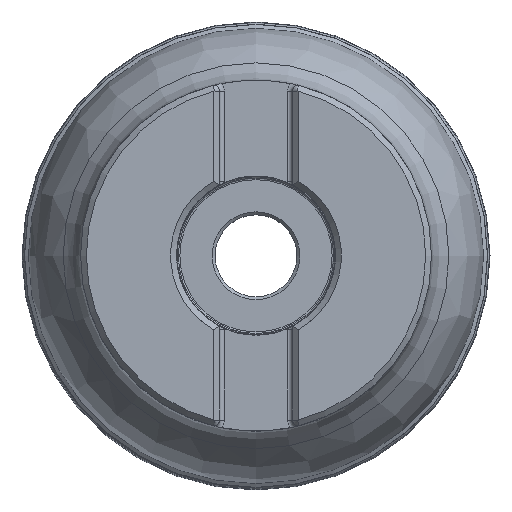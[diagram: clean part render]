
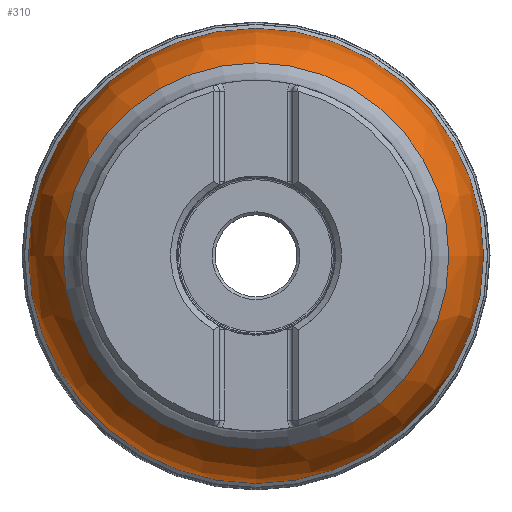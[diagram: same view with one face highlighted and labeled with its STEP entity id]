
A CAD part, top view. The second image highlights one B-rep face of the part: STEP entity #310.
In plain terms, the highlighted free-form (B-spline) face has degree [3, 3] with [4, 7] control points.
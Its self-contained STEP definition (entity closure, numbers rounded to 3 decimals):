
#39=(
BOUNDED_SURFACE()
B_SPLINE_SURFACE(3,3,((#2769,#2770,#2771,#2772,#2773,#2774,#2775),(#2776,
#2777,#2778,#2779,#2780,#2781,#2782),(#2783,#2784,#2785,#2786,#2787,#2788,
#2789),(#2790,#2791,#2792,#2793,#2794,#2795,#2796)),.UNSPECIFIED.,.F.,.T.,
 .F.)
B_SPLINE_SURFACE_WITH_KNOTS((4,4),(1,3,3,3,1),(0.,1.),(-0.5,0.,0.5,1.,1.5),
 .UNSPECIFIED.)
GEOMETRIC_REPRESENTATION_ITEM()
RATIONAL_B_SPLINE_SURFACE(((1.,0.333,0.333,1.,0.333,
0.333,1.),(0.949,0.316,0.316,
0.949,0.316,0.316,0.949),
(0.949,0.316,0.316,0.949,
0.316,0.316,0.949),(1.,0.333,
0.333,1.,0.333,0.333,1.)))
REPRESENTATION_ITEM('')
SURFACE()
);
#310=ADVANCED_FACE('',(#593,#594),#39,.T.);
#593=FACE_BOUND('',#725,.T.);
#594=FACE_BOUND('',#726,.T.);
#725=EDGE_LOOP('',(#926));
#726=EDGE_LOOP('',(#927));
#926=ORIENTED_EDGE('',*,*,#1382,.T.);
#927=ORIENTED_EDGE('',*,*,#1381,.F.);
#1242=VERTEX_POINT('',#2765);
#1243=VERTEX_POINT('',#2768);
#1381=EDGE_CURVE('',#1242,#1242,#1542,.T.);
#1382=EDGE_CURVE('',#1243,#1243,#1543,.T.);
#1542=CIRCLE('',#1656,38.9);
#1543=CIRCLE('',#1658,32.967);
#1656=AXIS2_PLACEMENT_3D('',#2764,#1951,#1952);
#1658=AXIS2_PLACEMENT_3D('',#2767,#1955,#1956);
#1951=DIRECTION('',(0.,0.,-1.));
#1952=DIRECTION('',(-1.,0.,0.));
#1955=DIRECTION('',(0.,0.,-1.));
#1956=DIRECTION('',(-1.,0.,0.));
#2764=CARTESIAN_POINT('',(0.,0.,-36.326));
#2765=CARTESIAN_POINT('',(-38.9,0.,-36.326));
#2767=CARTESIAN_POINT('',(0.,0.,-22.109));
#2768=CARTESIAN_POINT('',(-32.967,0.,-22.109));
#2769=CARTESIAN_POINT('',(-38.9,0.,-36.326));
#2770=CARTESIAN_POINT('',(-38.9,77.8,-36.326));
#2771=CARTESIAN_POINT('',(38.9,77.8,-36.326));
#2772=CARTESIAN_POINT('',(38.9,0.,-36.326));
#2773=CARTESIAN_POINT('',(38.9,-77.8,-36.326));
#2774=CARTESIAN_POINT('',(-38.9,-77.8,-36.326));
#2775=CARTESIAN_POINT('',(-38.9,0.,-36.326));
#2776=CARTESIAN_POINT('',(-38.9,0.,-30.912));
#2777=CARTESIAN_POINT('',(-38.9,77.8,-30.912));
#2778=CARTESIAN_POINT('',(38.9,77.8,-30.912));
#2779=CARTESIAN_POINT('',(38.9,0.,-30.912));
#2780=CARTESIAN_POINT('',(38.9,-77.8,-30.912));
#2781=CARTESIAN_POINT('',(-38.9,-77.8,-30.912));
#2782=CARTESIAN_POINT('',(-38.9,0.,-30.912));
#2783=CARTESIAN_POINT('',(-36.815,0.,-25.916));
#2784=CARTESIAN_POINT('',(-36.815,73.63,-25.916));
#2785=CARTESIAN_POINT('',(36.815,73.63,-25.916));
#2786=CARTESIAN_POINT('',(36.815,0.,-25.916));
#2787=CARTESIAN_POINT('',(36.815,-73.63,-25.916));
#2788=CARTESIAN_POINT('',(-36.815,-73.63,-25.916));
#2789=CARTESIAN_POINT('',(-36.815,0.,-25.916));
#2790=CARTESIAN_POINT('',(-32.967,0.,-22.109));
#2791=CARTESIAN_POINT('',(-32.967,65.933,-22.109));
#2792=CARTESIAN_POINT('',(32.967,65.933,-22.109));
#2793=CARTESIAN_POINT('',(32.967,0.,-22.109));
#2794=CARTESIAN_POINT('',(32.967,-65.933,-22.109));
#2795=CARTESIAN_POINT('',(-32.967,-65.933,-22.109));
#2796=CARTESIAN_POINT('',(-32.967,0.,-22.109));
